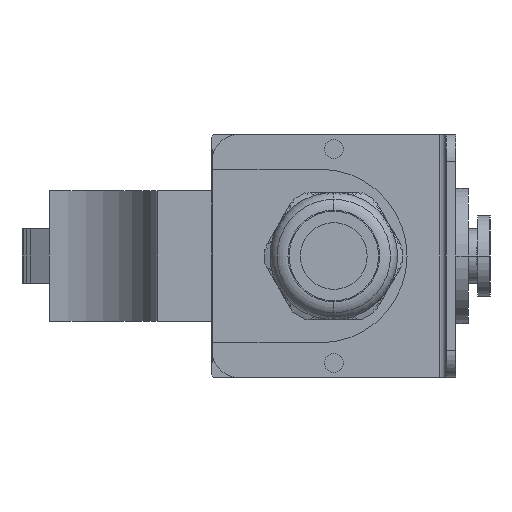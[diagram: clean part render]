
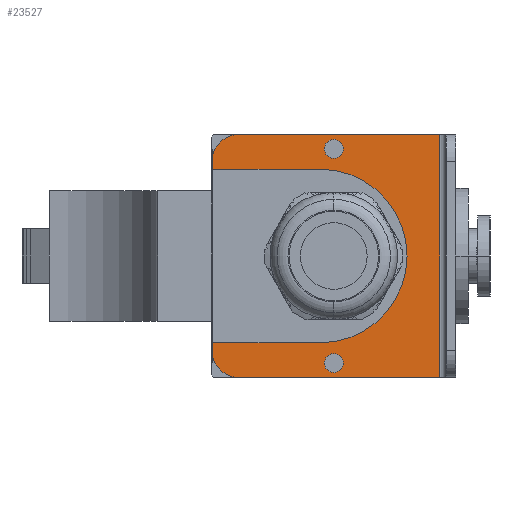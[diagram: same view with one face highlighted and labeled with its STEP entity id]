
A CAD part, left-side view. The second image highlights one B-rep face of the part: STEP entity #23527.
In plain terms, the highlighted face is planar.
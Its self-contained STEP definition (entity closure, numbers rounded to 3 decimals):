
#22607=DIRECTION('',(-1.,0.,0.));
#22608=VECTOR('',#22607,37.);
#22609=CARTESIAN_POINT('',(40.,1.8,-22.4));
#22610=LINE('',#22609,#22608);
#22833=DIRECTION('',(-1.,0.,0.));
#22834=VECTOR('',#22833,37.);
#22835=CARTESIAN_POINT('',(40.,1.8,22.4));
#22836=LINE('',#22835,#22834);
#22850=DIRECTION('',(0.,0.,1.));
#22851=VECTOR('',#22850,44.8);
#22852=CARTESIAN_POINT('',(3.,1.8,-22.4));
#22853=LINE('',#22852,#22851);
#22854=DIRECTION('',(0.,0.,1.));
#22855=VECTOR('',#22854,1.4);
#22856=CARTESIAN_POINT('',(45.,1.8,-17.4));
#22857=LINE('',#22856,#22855);
#22858=DIRECTION('',(-1.,0.,0.));
#22859=VECTOR('',#22858,20.);
#22860=CARTESIAN_POINT('',(45.,1.8,-16.));
#22861=LINE('',#22860,#22859);
#22862=CARTESIAN_POINT('',(25.,1.8,0.));
#22863=DIRECTION('',(0.,1.,0.));
#22864=DIRECTION('',(0.,0.,-1.));
#22865=AXIS2_PLACEMENT_3D('',#22862,#22863,#22864);
#22867=DIRECTION('',(-1.,0.,0.));
#22868=VECTOR('',#22867,20.);
#22869=CARTESIAN_POINT('',(45.,1.8,16.));
#22870=LINE('',#22869,#22868);
#22871=DIRECTION('',(0.,0.,1.));
#22872=VECTOR('',#22871,1.4);
#22873=CARTESIAN_POINT('',(45.,1.8,16.));
#22874=LINE('',#22873,#22872);
#22875=CARTESIAN_POINT('',(22.5,1.8,19.75));
#22876=DIRECTION('',(0.,1.,0.));
#22877=DIRECTION('',(0.,0.,-1.));
#22878=AXIS2_PLACEMENT_3D('',#22875,#22876,#22877);
#22880=CARTESIAN_POINT('',(22.5,1.8,19.75));
#22881=DIRECTION('',(0.,1.,0.));
#22882=DIRECTION('',(0.,0.,1.));
#22883=AXIS2_PLACEMENT_3D('',#22880,#22881,#22882);
#22885=CARTESIAN_POINT('',(22.5,1.8,-19.75));
#22886=DIRECTION('',(0.,1.,0.));
#22887=DIRECTION('',(0.,0.,-1.));
#22888=AXIS2_PLACEMENT_3D('',#22885,#22886,#22887);
#22890=CARTESIAN_POINT('',(22.5,1.8,-19.75));
#22891=DIRECTION('',(0.,1.,0.));
#22892=DIRECTION('',(0.,0.,1.));
#22893=AXIS2_PLACEMENT_3D('',#22890,#22891,#22892);
#22899=CARTESIAN_POINT('',(40.,1.8,-17.4));
#22900=DIRECTION('',(0.,1.,0.));
#22901=DIRECTION('',(1.,0.,0.));
#22902=AXIS2_PLACEMENT_3D('',#22899,#22900,#22901);
#22983=CARTESIAN_POINT('',(40.,1.8,17.4));
#22984=DIRECTION('',(0.,1.,0.));
#22985=DIRECTION('',(0.,0.,1.));
#22986=AXIS2_PLACEMENT_3D('',#22983,#22984,#22985);
#23016=CARTESIAN_POINT('',(3.,1.8,-22.4));
#23018=VERTEX_POINT('',#23016);
#23024=CARTESIAN_POINT('',(3.,1.8,22.4));
#23026=VERTEX_POINT('',#23024);
#23036=CARTESIAN_POINT('',(45.,1.8,-16.));
#23037=VERTEX_POINT('',#23036);
#23038=CARTESIAN_POINT('',(45.,1.8,16.));
#23039=VERTEX_POINT('',#23038);
#23040=CARTESIAN_POINT('',(25.,1.8,-16.));
#23041=VERTEX_POINT('',#23040);
#23042=CARTESIAN_POINT('',(25.,1.8,16.));
#23043=VERTEX_POINT('',#23042);
#23108=CARTESIAN_POINT('',(45.,1.8,-17.4));
#23110=VERTEX_POINT('',#23108);
#23112=CARTESIAN_POINT('',(40.,1.8,-22.4));
#23113=VERTEX_POINT('',#23112);
#23117=CARTESIAN_POINT('',(45.,1.8,17.4));
#23119=VERTEX_POINT('',#23117);
#23122=CARTESIAN_POINT('',(40.,1.8,22.4));
#23123=VERTEX_POINT('',#23122);
#23132=CARTESIAN_POINT('',(22.5,1.8,18.));
#23133=CARTESIAN_POINT('',(22.5,1.8,21.5));
#23134=VERTEX_POINT('',#23132);
#23135=VERTEX_POINT('',#23133);
#23136=CARTESIAN_POINT('',(22.5,1.8,-21.5));
#23137=CARTESIAN_POINT('',(22.5,1.8,-18.));
#23138=VERTEX_POINT('',#23136);
#23139=VERTEX_POINT('',#23137);
#23491=CARTESIAN_POINT('',(45.,1.8,-22.4));
#23492=DIRECTION('',(0.,1.,0.));
#23493=DIRECTION('',(-1.,0.,0.));
#23494=AXIS2_PLACEMENT_3D('',#23491,#23492,#23493);
#23495=PLANE('',#23494);
#23497=ORIENTED_EDGE('',*,*,#23496,.F.);
#23499=ORIENTED_EDGE('',*,*,#23498,.T.);
#23501=ORIENTED_EDGE('',*,*,#23500,.T.);
#23503=ORIENTED_EDGE('',*,*,#23502,.T.);
#23505=ORIENTED_EDGE('',*,*,#23504,.F.);
#23507=ORIENTED_EDGE('',*,*,#23506,.T.);
#23509=ORIENTED_EDGE('',*,*,#23508,.F.);
#23510=ORIENTED_EDGE('',*,*,#23466,.T.);
#23511=ORIENTED_EDGE('',*,*,#23484,.F.);
#23512=ORIENTED_EDGE('',*,*,#23155,.F.);
#23513=EDGE_LOOP('',(#23497,#23499,#23501,#23503,#23505,#23507,#23509,#23510,
#23511,#23512));
#23514=FACE_OUTER_BOUND('',#23513,.F.);
#23516=ORIENTED_EDGE('',*,*,#23515,.T.);
#23518=ORIENTED_EDGE('',*,*,#23517,.T.);
#23519=EDGE_LOOP('',(#23516,#23518));
#23520=FACE_BOUND('',#23519,.F.);
#23522=ORIENTED_EDGE('',*,*,#23521,.T.);
#23524=ORIENTED_EDGE('',*,*,#23523,.T.);
#23525=EDGE_LOOP('',(#23522,#23524));
#23526=FACE_BOUND('',#23525,.F.);
#23527=ADVANCED_FACE('',(#23514,#23520,#23526),#23495,.T.);
#22866=CIRCLE('',#22865,16.);
#22879=CIRCLE('',#22878,1.75);
#22884=CIRCLE('',#22883,1.75);
#22889=CIRCLE('',#22888,1.75);
#22894=CIRCLE('',#22893,1.75);
#22903=CIRCLE('',#22902,5.);
#22987=CIRCLE('',#22986,5.);
#23155=EDGE_CURVE('',#23113,#23018,#22610,.T.);
#23466=EDGE_CURVE('',#23123,#23026,#22836,.T.);
#23484=EDGE_CURVE('',#23018,#23026,#22853,.T.);
#23496=EDGE_CURVE('',#23110,#23113,#22903,.T.);
#23498=EDGE_CURVE('',#23110,#23037,#22857,.T.);
#23500=EDGE_CURVE('',#23037,#23041,#22861,.T.);
#23502=EDGE_CURVE('',#23041,#23043,#22866,.T.);
#23504=EDGE_CURVE('',#23039,#23043,#22870,.T.);
#23506=EDGE_CURVE('',#23039,#23119,#22874,.T.);
#23508=EDGE_CURVE('',#23123,#23119,#22987,.T.);
#23515=EDGE_CURVE('',#23134,#23135,#22879,.T.);
#23517=EDGE_CURVE('',#23135,#23134,#22884,.T.);
#23521=EDGE_CURVE('',#23138,#23139,#22889,.T.);
#23523=EDGE_CURVE('',#23139,#23138,#22894,.T.);
